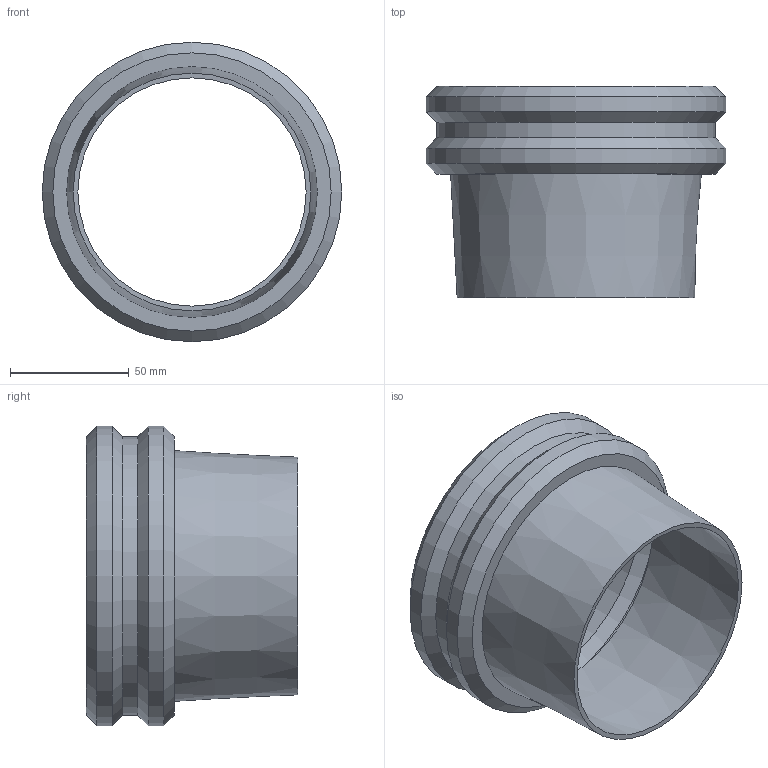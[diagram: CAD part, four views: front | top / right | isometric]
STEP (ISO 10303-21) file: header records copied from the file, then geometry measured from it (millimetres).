
FILE_DESCRIPTION(/* description */ (''),/* implementation_level */ '2;1');
FILE_NAME(/* name */ 'BFM Spigot 100mm v3.step',/* time_stamp */ '2023-12-15T10:50:58+13:00',/* author */ (''),/* organization */ (''),/* preprocessor_version */ 'ST-DEVELOPER v20',/* originating_system */ 'Autodesk Translation Framework v12.14.0.127',/* authorisation */ '');
FILE_SCHEMA (('AUTOMOTIVE_DESIGN { 1 0 10303 214 3 1 1 }'));
Length unit declared in the file: millimetre
Products named in the file (1): BFM Spigot 100mm
Bounding box: 126 x 88.98 x 126 mm (x, y, z)
Volume: 69868.8 mm3; surface area: 71215.3 mm2
Topology: 1 solids, 1 shells, 20 faces, 40 edges, 22 vertices
Faces by surface type: cone 12, cylinder 6, plane 2
Full cylindrical faces by diameter (mm): 113.086 x1, 117.086 x1, 122 x2, 126 x2
Entity records: 551 total; most frequent: DIRECTION 104, CARTESIAN_POINT 83, ORIENTED_EDGE 80, AXIS2_PLACEMENT_3D 43, EDGE_CURVE 40, EDGE_LOOP 22, CIRCLE 22, VERTEX_POINT 22
